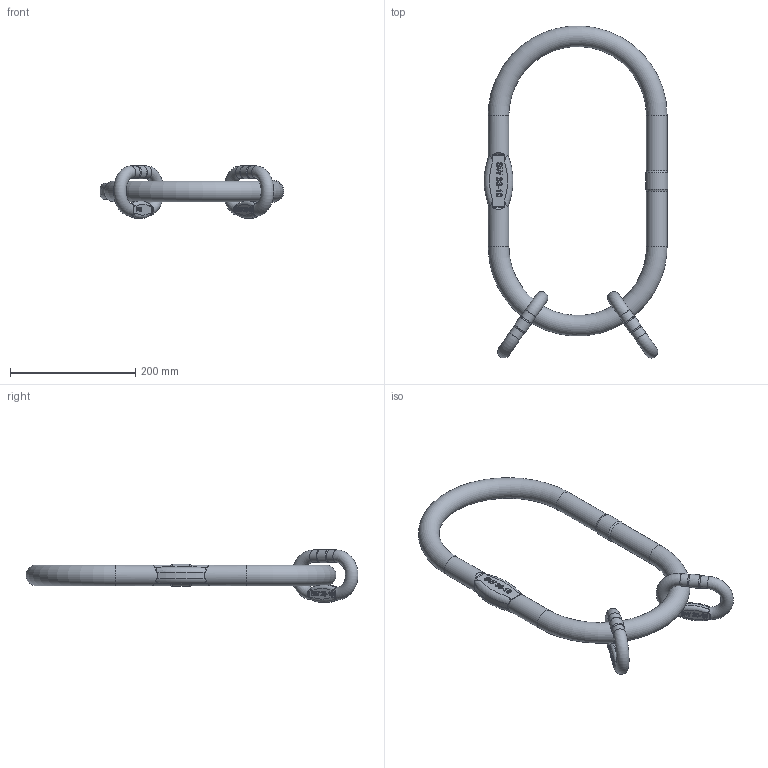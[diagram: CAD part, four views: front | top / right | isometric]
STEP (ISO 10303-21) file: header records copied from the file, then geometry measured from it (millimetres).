
FILE_DESCRIPTION(/* description */ (''),/* implementation_level */ '2;1');
FILE_NAME(/* name */ 'VSW 2-13 4-10 Kundenmodell.stp',/* time_stamp */ '2017-11-08T15:23:22+01:00',/* author */ (''),/* organization */ (''),/* preprocessor_version */ 'ST-DEVELOPER v16',/* originating_system */ 'SIEMENS PLM Software NX 11.0',/* authorisation */ '');
FILE_SCHEMA (('AUTOMOTIVE_DESIGN { 1 0 10303 214 3 1 1 1 }'));
Length unit declared in the file: millimetre
Products named in the file (1): zer27EC82323ooz
Bounding box: 293.73 x 530.83 x 84.68 mm (x, y, z)
Volume: 1236798.8 mm3; surface area: 164376.9 mm2
Topology: 3 solids, 3 shells, 339 faces, 894 edges, 594 vertices
Faces by surface type: plane 167, extrusion 103, cylinder 45, torus 18, cone 6
Full cylindrical faces by diameter (mm): 20 x4, 21.5 x2, 33 x4, 35.475 x1
Entity records: 13236 total; most frequent: CARTESIAN_POINT 5240, ORIENTED_EDGE 1726, DIRECTION 1226, EDGE_CURVE 863, VERTEX_POINT 586, VECTOR 584, LINE 481, EDGE_LOOP 401
